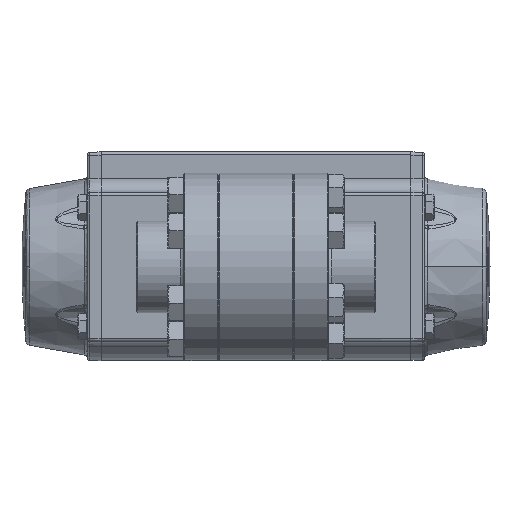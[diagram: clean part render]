
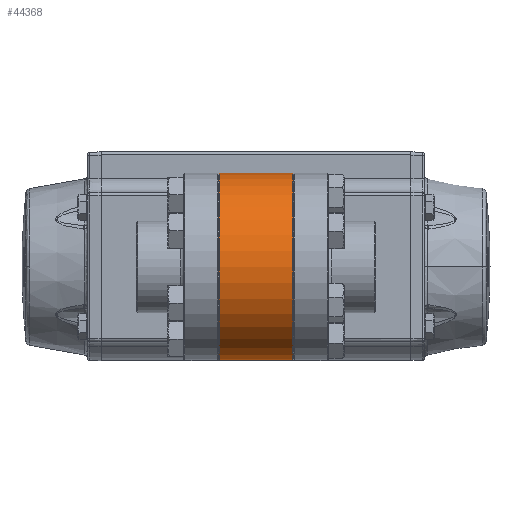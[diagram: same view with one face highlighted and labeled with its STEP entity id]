
A CAD part, front view. The second image highlights one B-rep face of the part: STEP entity #44368.
In plain terms, the highlighted cylindrical face has radius 55.118 mm (diameter 110.236 mm), a partial arc.
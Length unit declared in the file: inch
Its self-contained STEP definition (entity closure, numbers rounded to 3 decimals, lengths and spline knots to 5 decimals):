
#410 = EDGE_LOOP ( 'NONE', ( #51163, #63791, #45997, #48516 ) ) ;
#4698 = CARTESIAN_POINT ( 'NONE',  ( 0.8475, 0., -2.17 ) ) ;
#5582 = VECTOR ( 'NONE', #19482, 39.37008 ) ;
#9368 = VERTEX_POINT ( 'NONE', #50215 ) ;
#9385 = AXIS2_PLACEMENT_3D ( 'NONE', #44571, #11802, #50026 ) ;
#11802 = DIRECTION ( 'NONE',  ( -1., 0., 0. ) ) ;
#12245 = AXIS2_PLACEMENT_3D ( 'NONE', #57147, #24525, #62613 ) ;
#13139 = VERTEX_POINT ( 'NONE', #48171 ) ;
#14937 = AXIS2_PLACEMENT_3D ( 'NONE', #52560, #19879, #58004 ) ;
#16281 = FACE_OUTER_BOUND ( 'NONE', #410, .T. ) ;
#18160 = DIRECTION ( 'NONE',  ( -1., 0., 0. ) ) ;
#19482 = DIRECTION ( 'NONE',  ( -1., 0., 0. ) ) ;
#19879 = DIRECTION ( 'NONE',  ( -1., 0., 0. ) ) ;
#24525 = DIRECTION ( 'NONE',  ( 1., 0., 0. ) ) ;
#25452 = VECTOR ( 'NONE', #18160, 39.37008 ) ;
#31047 = VERTEX_POINT ( 'NONE', #60108 ) ;
#39982 = CARTESIAN_POINT ( 'NONE',  ( 0.8675, 0., -2.17 ) ) ;
#43691 = CYLINDRICAL_SURFACE ( 'NONE', #14937, 2.17 ) ;
#43785 = CIRCLE ( 'NONE', #9385, 2.17 ) ;
#44368 = ADVANCED_FACE ( 'NONE', ( #16281 ), #43691, .T. ) ;
#44571 = CARTESIAN_POINT ( 'NONE',  ( 0.8475, 0., 0. ) ) ;
#45146 = EDGE_CURVE ( 'NONE', #13139, #31047, #61468, .T. ) ;
#45997 = ORIENTED_EDGE ( 'NONE', *, *, #50763, .T. ) ;
#46055 = CARTESIAN_POINT ( 'NONE',  ( 0.8675, 0., 2.17 ) ) ;
#47609 = EDGE_CURVE ( 'NONE', #48801, #31047, #68939, .T. ) ;
#48171 = CARTESIAN_POINT ( 'NONE',  ( -0.8475, 0., 2.17 ) ) ;
#48516 = ORIENTED_EDGE ( 'NONE', *, *, #45146, .T. ) ;
#48801 = VERTEX_POINT ( 'NONE', #4698 ) ;
#49238 = LINE ( 'NONE', #46055, #5582 ) ;
#50026 = DIRECTION ( 'NONE',  ( 0., 0., -1. ) ) ;
#50215 = CARTESIAN_POINT ( 'NONE',  ( 0.8475, 0., 2.17 ) ) ;
#50763 = EDGE_CURVE ( 'NONE', #9368, #13139, #49238, .T. ) ;
#51163 = ORIENTED_EDGE ( 'NONE', *, *, #47609, .F. ) ;
#52560 = CARTESIAN_POINT ( 'NONE',  ( 0.8675, 0., 0. ) ) ;
#55060 = EDGE_CURVE ( 'NONE', #48801, #9368, #43785, .T. ) ;
#57147 = CARTESIAN_POINT ( 'NONE',  ( -0.8475, 0., 0. ) ) ;
#58004 = DIRECTION ( 'NONE',  ( 0., 0., 1. ) ) ;
#60108 = CARTESIAN_POINT ( 'NONE',  ( -0.8475, 0., -2.17 ) ) ;
#61468 = CIRCLE ( 'NONE', #12245, 2.17 ) ;
#62613 = DIRECTION ( 'NONE',  ( 0., 0., -1. ) ) ;
#63791 = ORIENTED_EDGE ( 'NONE', *, *, #55060, .T. ) ;
#68939 = LINE ( 'NONE', #39982, #25452 ) ;
